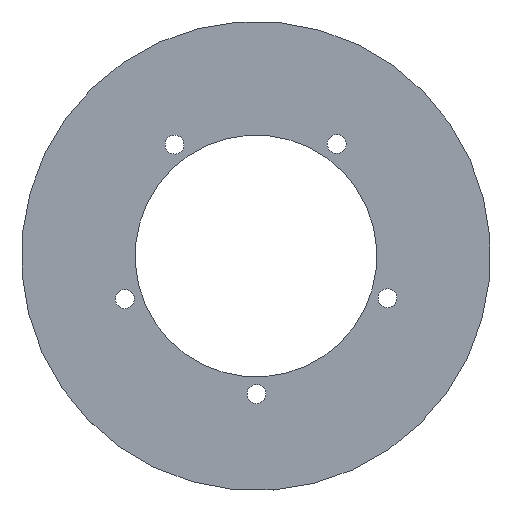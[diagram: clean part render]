
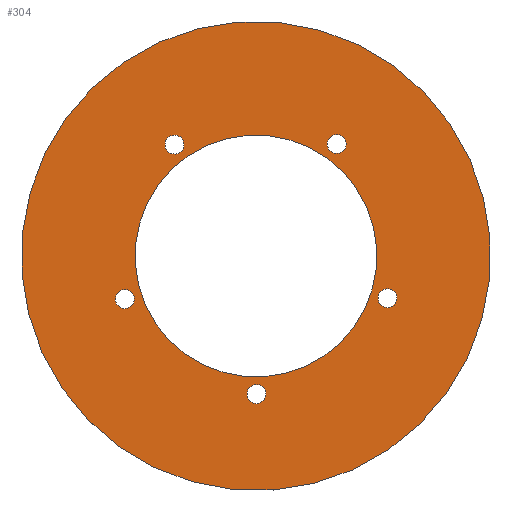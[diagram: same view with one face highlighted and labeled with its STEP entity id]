
A CAD part, top view. The second image highlights one B-rep face of the part: STEP entity #304.
In plain terms, the highlighted planar face has unit normal (0, 0, 1).
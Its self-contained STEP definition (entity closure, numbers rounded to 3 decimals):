
#15=FACE_BOUND('',#53,.T.);
#16=FACE_BOUND('',#54,.T.);
#17=FACE_BOUND('',#55,.T.);
#18=FACE_BOUND('',#56,.T.);
#19=FACE_BOUND('',#57,.T.);
#20=FACE_BOUND('',#58,.T.);
#27=PLANE('',#336);
#36=FACE_OUTER_BOUND('',#52,.T.);
#52=EDGE_LOOP('',(#227,#228));
#53=EDGE_LOOP('',(#229,#230));
#54=EDGE_LOOP('',(#231,#232));
#55=EDGE_LOOP('',(#233,#234));
#56=EDGE_LOOP('',(#235,#236));
#57=EDGE_LOOP('',(#237,#238));
#58=EDGE_LOOP('',(#239,#240));
#102=CIRCLE('',#317,0.525);
#104=CIRCLE('',#320,0.525);
#106=CIRCLE('',#323,0.525);
#108=CIRCLE('',#326,0.525);
#110=CIRCLE('',#329,0.525);
#111=CIRCLE('',#331,6.7);
#113=CIRCLE('',#334,13.);
#115=CIRCLE('',#337,13.);
#116=CIRCLE('',#338,0.525);
#117=CIRCLE('',#339,0.525);
#118=CIRCLE('',#340,0.525);
#119=CIRCLE('',#341,0.525);
#120=CIRCLE('',#342,0.525);
#121=CIRCLE('',#343,6.7);
#131=VERTEX_POINT('',#468);
#132=VERTEX_POINT('',#470);
#135=VERTEX_POINT('',#477);
#136=VERTEX_POINT('',#479);
#139=VERTEX_POINT('',#486);
#140=VERTEX_POINT('',#488);
#143=VERTEX_POINT('',#495);
#144=VERTEX_POINT('',#497);
#147=VERTEX_POINT('',#504);
#148=VERTEX_POINT('',#506);
#149=VERTEX_POINT('',#510);
#150=VERTEX_POINT('',#511);
#153=VERTEX_POINT('',#519);
#154=VERTEX_POINT('',#520);
#159=EDGE_CURVE('',#131,#132,#102,.T.);
#163=EDGE_CURVE('',#135,#136,#104,.T.);
#167=EDGE_CURVE('',#139,#140,#106,.T.);
#171=EDGE_CURVE('',#143,#144,#108,.T.);
#175=EDGE_CURVE('',#147,#148,#110,.T.);
#177=EDGE_CURVE('',#149,#150,#111,.T.);
#181=EDGE_CURVE('',#153,#154,#113,.T.);
#185=EDGE_CURVE('',#154,#153,#115,.T.);
#186=EDGE_CURVE('',#132,#131,#116,.T.);
#187=EDGE_CURVE('',#136,#135,#117,.T.);
#188=EDGE_CURVE('',#140,#139,#118,.T.);
#189=EDGE_CURVE('',#144,#143,#119,.T.);
#190=EDGE_CURVE('',#148,#147,#120,.T.);
#191=EDGE_CURVE('',#150,#149,#121,.T.);
#227=ORIENTED_EDGE('',*,*,#185,.T.);
#228=ORIENTED_EDGE('',*,*,#181,.T.);
#229=ORIENTED_EDGE('',*,*,#186,.F.);
#230=ORIENTED_EDGE('',*,*,#159,.F.);
#231=ORIENTED_EDGE('',*,*,#187,.F.);
#232=ORIENTED_EDGE('',*,*,#163,.F.);
#233=ORIENTED_EDGE('',*,*,#188,.F.);
#234=ORIENTED_EDGE('',*,*,#167,.F.);
#235=ORIENTED_EDGE('',*,*,#189,.F.);
#236=ORIENTED_EDGE('',*,*,#171,.F.);
#237=ORIENTED_EDGE('',*,*,#190,.F.);
#238=ORIENTED_EDGE('',*,*,#175,.F.);
#239=ORIENTED_EDGE('',*,*,#177,.F.);
#240=ORIENTED_EDGE('',*,*,#191,.F.);
#304=ADVANCED_FACE('',(#36,#15,#16,#17,#18,#19,#20),#27,.T.);
#317=AXIS2_PLACEMENT_3D('',#471,#366,#367);
#320=AXIS2_PLACEMENT_3D('',#480,#374,#375);
#323=AXIS2_PLACEMENT_3D('',#489,#382,#383);
#326=AXIS2_PLACEMENT_3D('',#498,#390,#391);
#329=AXIS2_PLACEMENT_3D('',#507,#398,#399);
#331=AXIS2_PLACEMENT_3D('',#512,#403,#404);
#334=AXIS2_PLACEMENT_3D('',#521,#411,#412);
#336=AXIS2_PLACEMENT_3D('',#527,#417,#418);
#337=AXIS2_PLACEMENT_3D('',#528,#419,#420);
#338=AXIS2_PLACEMENT_3D('',#529,#421,#422);
#339=AXIS2_PLACEMENT_3D('',#530,#423,#424);
#340=AXIS2_PLACEMENT_3D('',#531,#425,#426);
#341=AXIS2_PLACEMENT_3D('',#532,#427,#428);
#342=AXIS2_PLACEMENT_3D('',#533,#429,#430);
#343=AXIS2_PLACEMENT_3D('',#534,#431,#432);
#366=DIRECTION('center_axis',(0.,0.,1.));
#367=DIRECTION('ref_axis',(-0.585,-0.811,0.));
#374=DIRECTION('center_axis',(0.,0.,1.));
#375=DIRECTION('ref_axis',(-0.585,-0.811,0.));
#382=DIRECTION('center_axis',(0.,0.,1.));
#383=DIRECTION('ref_axis',(-0.585,-0.811,0.));
#390=DIRECTION('center_axis',(0.,0.,1.));
#391=DIRECTION('ref_axis',(-0.585,-0.811,0.));
#398=DIRECTION('center_axis',(0.,0.,1.));
#399=DIRECTION('ref_axis',(-0.585,-0.811,0.));
#403=DIRECTION('center_axis',(0.,0.,1.));
#404=DIRECTION('ref_axis',(-0.585,-0.811,0.));
#411=DIRECTION('center_axis',(0.,0.,1.));
#412=DIRECTION('ref_axis',(-0.585,-0.811,0.));
#417=DIRECTION('center_axis',(0.,0.,1.));
#418=DIRECTION('ref_axis',(-0.585,-0.811,0.));
#419=DIRECTION('center_axis',(0.,0.,1.));
#420=DIRECTION('ref_axis',(-0.585,-0.811,0.));
#421=DIRECTION('center_axis',(0.,0.,1.));
#422=DIRECTION('ref_axis',(-0.585,-0.811,0.));
#423=DIRECTION('center_axis',(0.,0.,1.));
#424=DIRECTION('ref_axis',(-0.585,-0.811,0.));
#425=DIRECTION('center_axis',(0.,0.,1.));
#426=DIRECTION('ref_axis',(-0.585,-0.811,0.));
#427=DIRECTION('center_axis',(0.,0.,1.));
#428=DIRECTION('ref_axis',(-0.585,-0.811,0.));
#429=DIRECTION('center_axis',(0.,0.,1.));
#430=DIRECTION('ref_axis',(-0.585,-0.811,0.));
#431=DIRECTION('center_axis',(0.,0.,1.));
#432=DIRECTION('ref_axis',(-0.585,-0.811,0.));
#468=CARTESIAN_POINT('',(-4.21,6.6,3.43));
#470=CARTESIAN_POINT('',(-4.824,5.748,3.43));
#471=CARTESIAN_POINT('Origin',(-4.517,6.174,3.43));
#477=CARTESIAN_POINT('',(-6.96,-1.963,3.43));
#479=CARTESIAN_POINT('',(-7.575,-2.814,3.43));
#480=CARTESIAN_POINT('Origin',(-7.268,-2.388,3.43));
#486=CARTESIAN_POINT('',(4.783,6.63,3.43));
#488=CARTESIAN_POINT('',(4.169,5.778,3.43));
#489=CARTESIAN_POINT('Origin',(4.476,6.204,3.43));
#495=CARTESIAN_POINT('',(0.333,-7.224,3.43));
#497=CARTESIAN_POINT('',(-0.282,-8.076,3.43));
#498=CARTESIAN_POINT('Origin',(0.026,-7.65,3.43));
#504=CARTESIAN_POINT('',(7.591,-1.914,3.43));
#506=CARTESIAN_POINT('',(6.976,-2.765,3.43));
#507=CARTESIAN_POINT('Origin',(7.283,-2.34,3.43));
#510=CARTESIAN_POINT('',(3.92,5.434,3.43));
#511=CARTESIAN_POINT('',(-3.92,-5.434,3.43));
#512=CARTESIAN_POINT('Origin',(0.,0.,
3.43));
#519=CARTESIAN_POINT('',(-7.606,-10.543,3.43));
#520=CARTESIAN_POINT('',(7.606,10.543,3.43));
#521=CARTESIAN_POINT('Origin',(0.,0.,
3.43));
#527=CARTESIAN_POINT('Origin',(0.,0.,
3.43));
#528=CARTESIAN_POINT('Origin',(0.,0.,
3.43));
#529=CARTESIAN_POINT('Origin',(-4.517,6.174,3.43));
#530=CARTESIAN_POINT('Origin',(-7.268,-2.388,3.43));
#531=CARTESIAN_POINT('Origin',(4.476,6.204,3.43));
#532=CARTESIAN_POINT('Origin',(0.026,-7.65,3.43));
#533=CARTESIAN_POINT('Origin',(7.283,-2.34,3.43));
#534=CARTESIAN_POINT('Origin',(0.,0.,
3.43));
